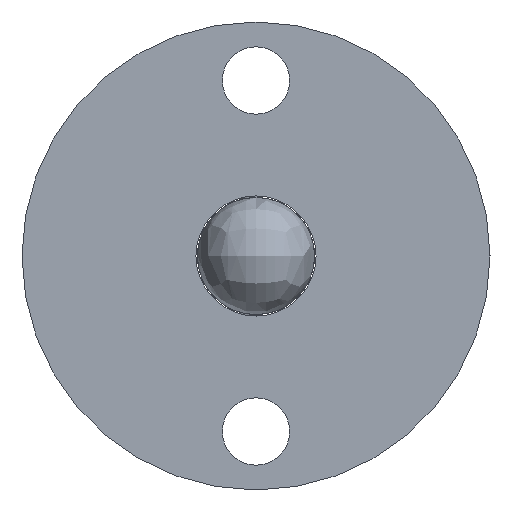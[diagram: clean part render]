
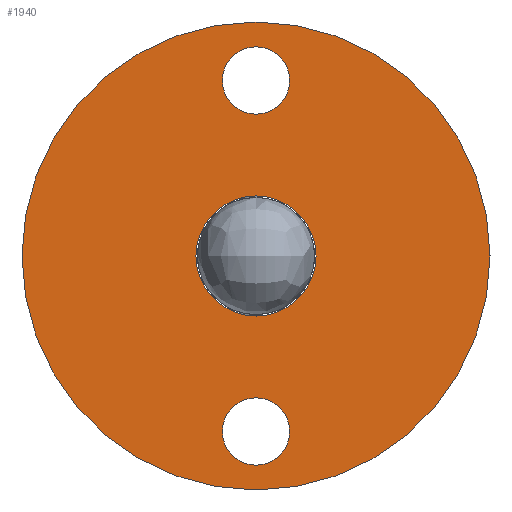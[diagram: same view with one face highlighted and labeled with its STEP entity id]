
A CAD part, left-side view. The second image highlights one B-rep face of the part: STEP entity #1940.
In plain terms, the highlighted planar face has unit normal (-1, 0, 0).
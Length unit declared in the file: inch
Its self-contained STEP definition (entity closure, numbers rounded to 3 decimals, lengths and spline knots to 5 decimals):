
#42 = DIRECTION ( 'NONE',  ( 0., 1., 0. ) ) ;
#60 = DIRECTION ( 'NONE',  ( -1., 0., 0. ) ) ;
#72 = DIRECTION ( 'NONE',  ( 1., 0., 0. ) ) ;
#106 = CIRCLE ( 'NONE', #1407, 0.12825 ) ;
#117 = DIRECTION ( 'NONE',  ( 1., 0., 0. ) ) ;
#128 = AXIS2_PLACEMENT_3D ( 'NONE', #1361, #651, #2241 ) ;
#132 = CIRCLE ( 'NONE', #1705, 0.5 ) ;
#144 = VERTEX_POINT ( 'NONE', #716 ) ;
#270 = DIRECTION ( 'NONE',  ( 0., 1., 0. ) ) ;
#272 = FACE_BOUND ( 'NONE', #1631, .T. ) ;
#292 = EDGE_LOOP ( 'NONE', ( #1552, #1388 ) ) ;
#326 = CIRCLE ( 'NONE', #2112, 0.12825 ) ;
#357 = DIRECTION ( 'NONE',  ( -1., 0., 0. ) ) ;
#363 = CARTESIAN_POINT ( 'NONE',  ( 18., 0., 0. ) ) ;
#368 = CARTESIAN_POINT ( 'NONE',  ( 18., 0.072, 0.375 ) ) ;
#389 = ORIENTED_EDGE ( 'NONE', *, *, #1816, .T. ) ;
#400 = CARTESIAN_POINT ( 'NONE',  ( 18., 0.072, -0.375 ) ) ;
#453 = DIRECTION ( 'NONE',  ( -1., 0., 0. ) ) ;
#560 = EDGE_CURVE ( 'NONE', #1761, #2124, #717, .T. ) ;
#621 = CARTESIAN_POINT ( 'NONE',  ( 18., -0.072, -0.375 ) ) ;
#651 = DIRECTION ( 'NONE',  ( 1., 0., 0. ) ) ;
#716 = CARTESIAN_POINT ( 'NONE',  ( 18., 0.5, 0. ) ) ;
#717 = CIRCLE ( 'NONE', #1920, 0.072 ) ;
#776 = EDGE_CURVE ( 'NONE', #1554, #1550, #326, .T. ) ;
#805 = CARTESIAN_POINT ( 'NONE',  ( 18., 0., 0. ) ) ;
#820 = VERTEX_POINT ( 'NONE', #2010 ) ;
#821 = EDGE_CURVE ( 'NONE', #1932, #144, #1493, .T. ) ;
#895 = ORIENTED_EDGE ( 'NONE', *, *, #560, .T. ) ;
#1027 = EDGE_LOOP ( 'NONE', ( #389, #1028 ) ) ;
#1028 = ORIENTED_EDGE ( 'NONE', *, *, #1418, .T. ) ;
#1038 = DIRECTION ( 'NONE',  ( 0., 1., 0. ) ) ;
#1040 = DIRECTION ( 'NONE',  ( 0., 1., 0. ) ) ;
#1053 = CARTESIAN_POINT ( 'NONE',  ( 18., 0., -0.375 ) ) ;
#1069 = CARTESIAN_POINT ( 'NONE',  ( 18., 0.12825, 0. ) ) ;
#1070 = FACE_BOUND ( 'NONE', #1027, .T. ) ;
#1152 = AXIS2_PLACEMENT_3D ( 'NONE', #2188, #60, #42 ) ;
#1154 = CARTESIAN_POINT ( 'NONE',  ( 18., 0., 0. ) ) ;
#1164 = DIRECTION ( 'NONE',  ( 1., 0., 0. ) ) ;
#1170 = VERTEX_POINT ( 'NONE', #368 ) ;
#1175 = EDGE_LOOP ( 'NONE', ( #2286, #1925 ) ) ;
#1208 = FACE_BOUND ( 'NONE', #1175, .T. ) ;
#1245 = ORIENTED_EDGE ( 'NONE', *, *, #1378, .T. ) ;
#1293 = CIRCLE ( 'NONE', #128, 0.072 ) ;
#1344 = CIRCLE ( 'NONE', #1561, 0.072 ) ;
#1347 = EDGE_CURVE ( 'NONE', #144, #1932, #132, .T. ) ;
#1361 = CARTESIAN_POINT ( 'NONE',  ( 18., 0., 0.375 ) ) ;
#1378 = EDGE_CURVE ( 'NONE', #2124, #1761, #1427, .T. ) ;
#1388 = ORIENTED_EDGE ( 'NONE', *, *, #821, .T. ) ;
#1407 = AXIS2_PLACEMENT_3D ( 'NONE', #805, #1654, #1848 ) ;
#1418 = EDGE_CURVE ( 'NONE', #820, #1170, #1293, .T. ) ;
#1427 = CIRCLE ( 'NONE', #1823, 0.072 ) ;
#1461 = DIRECTION ( 'NONE',  ( 0., 1., 0. ) ) ;
#1493 = CIRCLE ( 'NONE', #1152, 0.5 ) ;
#1522 = PLANE ( 'NONE',  #1647 ) ;
#1550 = VERTEX_POINT ( 'NONE', #1748 ) ;
#1552 = ORIENTED_EDGE ( 'NONE', *, *, #1347, .T. ) ;
#1554 = VERTEX_POINT ( 'NONE', #1069 ) ;
#1561 = AXIS2_PLACEMENT_3D ( 'NONE', #2017, #117, #1038 ) ;
#1631 = EDGE_LOOP ( 'NONE', ( #895, #1245 ) ) ;
#1647 = AXIS2_PLACEMENT_3D ( 'NONE', #363, #357, #2115 ) ;
#1654 = DIRECTION ( 'NONE',  ( 1., 0., 0. ) ) ;
#1705 = AXIS2_PLACEMENT_3D ( 'NONE', #1154, #453, #2232 ) ;
#1748 = CARTESIAN_POINT ( 'NONE',  ( 18., -0.12825, 0. ) ) ;
#1761 = VERTEX_POINT ( 'NONE', #400 ) ;
#1769 = EDGE_CURVE ( 'NONE', #1550, #1554, #106, .T. ) ;
#1780 = FACE_OUTER_BOUND ( 'NONE', #292, .T. ) ;
#1803 = CARTESIAN_POINT ( 'NONE',  ( 18., 0., 0. ) ) ;
#1816 = EDGE_CURVE ( 'NONE', #1170, #820, #1344, .T. ) ;
#1823 = AXIS2_PLACEMENT_3D ( 'NONE', #1877, #1164, #270 ) ;
#1848 = DIRECTION ( 'NONE',  ( 0., 1., 0. ) ) ;
#1863 = CARTESIAN_POINT ( 'NONE',  ( 18., -0.5, 0. ) ) ;
#1877 = CARTESIAN_POINT ( 'NONE',  ( 18., 0., -0.375 ) ) ;
#1920 = AXIS2_PLACEMENT_3D ( 'NONE', #1053, #2270, #1040 ) ;
#1925 = ORIENTED_EDGE ( 'NONE', *, *, #1769, .T. ) ;
#1932 = VERTEX_POINT ( 'NONE', #1863 ) ;
#1940 = ADVANCED_FACE ( 'NONE', ( #1208, #1070, #272, #1780 ), #1522, .T. ) ;
#2010 = CARTESIAN_POINT ( 'NONE',  ( 18., -0.072, 0.375 ) ) ;
#2017 = CARTESIAN_POINT ( 'NONE',  ( 18., 0., 0.375 ) ) ;
#2112 = AXIS2_PLACEMENT_3D ( 'NONE', #1803, #72, #1461 ) ;
#2115 = DIRECTION ( 'NONE',  ( 0., -1., 0. ) ) ;
#2124 = VERTEX_POINT ( 'NONE', #621 ) ;
#2188 = CARTESIAN_POINT ( 'NONE',  ( 18., 0., 0. ) ) ;
#2232 = DIRECTION ( 'NONE',  ( 0., 1., 0. ) ) ;
#2241 = DIRECTION ( 'NONE',  ( 0., 1., 0. ) ) ;
#2270 = DIRECTION ( 'NONE',  ( 1., 0., 0. ) ) ;
#2286 = ORIENTED_EDGE ( 'NONE', *, *, #776, .T. ) ;
